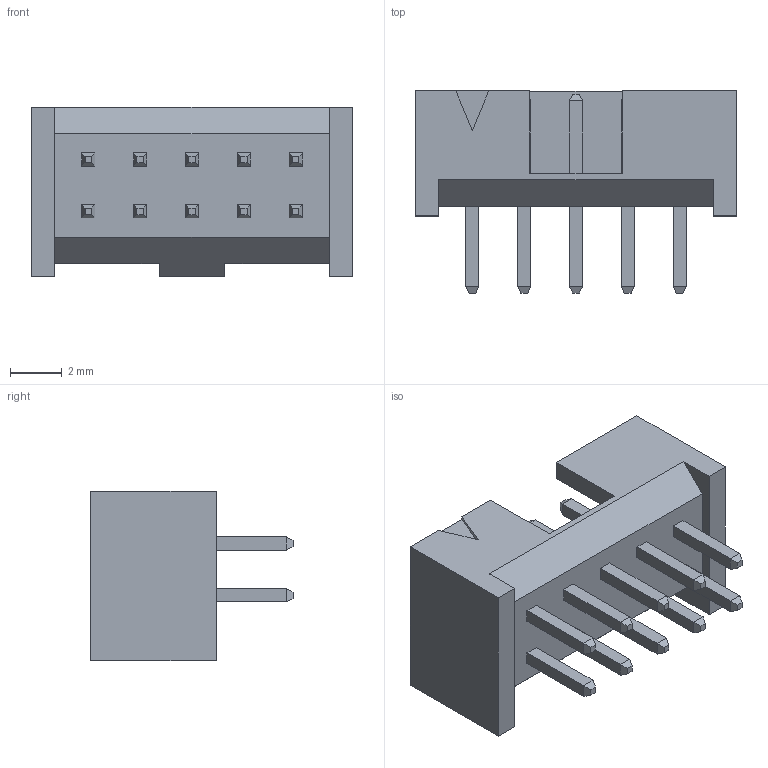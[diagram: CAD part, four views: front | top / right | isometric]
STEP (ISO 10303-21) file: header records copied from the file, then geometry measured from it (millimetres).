
FILE_DESCRIPTION(/* description */ ('STEP AP203'),/* implementation_level */ '2;1');
FILE_NAME(/* name */ 'LTMM-105-02-L-D',/* time_stamp */ '2023-08-19T10:06:11+02:00',/* author */ ('License CC BY-ND 4.0'),/* organization */ ('CADENAS'),/* preprocessor_version */ 'ST-DEVELOPER v19.3',/* originating_system */ 'PARTsolutions',/* authorisation */ ' ');
FILE_SCHEMA (('CONFIG_CONTROL_DESIGN'));
Length unit declared in the file: inch
Products named in the file (4): LTMM-105-02-L-D; LTMM-105-02-L-D_pins2; LTMM-105-02-L-D_pins1; LTMM-105-02-L-D_body
Assembly tree (3 placements, depth 2):
  LTMM-105-02-L-D
    LTMM-105-02-L-D_pins2
    LTMM-105-02-L-D_pins1
    LTMM-105-02-L-D_body
Bounding box: 12.38 x 7.8 x 6.54 mm (x, y, z)
Volume: 200 mm3; surface area: 685.9 mm2
Topology: 3 solids, 3 shells, 257 faces, 625 edges, 390 vertices
Faces by surface type: plane 257
Entity records: 7403 total; most frequent: CARTESIAN_POINT 1276, ORIENTED_EDGE 1250, DIRECTION 1147, EDGE_CURVE 625, LINE 625, VECTOR 625, VERTEX_POINT 390, EDGE_LOOP 293
